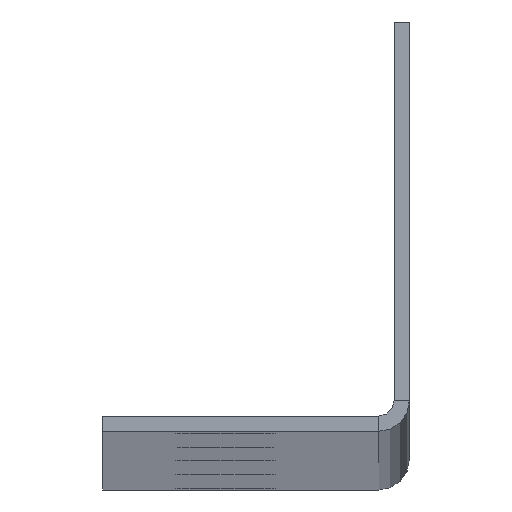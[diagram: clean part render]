
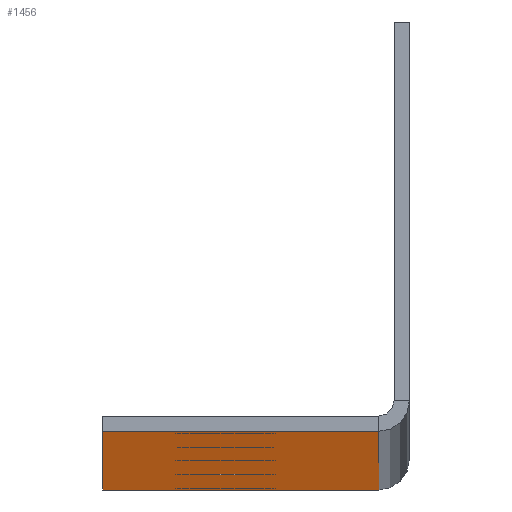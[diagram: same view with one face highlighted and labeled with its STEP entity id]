
A CAD part, top view. The second image highlights one B-rep face of the part: STEP entity #1456.
In plain terms, the highlighted planar face has unit normal (0, -1, 0).
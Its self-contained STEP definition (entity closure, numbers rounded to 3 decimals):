
#11 = DIRECTION ( 'NONE',  ( 0., 1., 0. ) ) ;
#58 = EDGE_LOOP ( 'NONE', ( #5169, #3930 ) ) ;
#121 = CARTESIAN_POINT ( 'NONE',  ( 8., -1., 69.5 ) ) ;
#130 = VECTOR ( 'NONE', #1788, 1000. ) ;
#133 = ORIENTED_EDGE ( 'NONE', *, *, #1334, .T. ) ;
#151 = DIRECTION ( 'NONE',  ( 0., 0., 1. ) ) ;
#202 = CIRCLE ( 'NONE', #3823, 3.25 ) ;
#218 = CIRCLE ( 'NONE', #1430, 3.25 ) ;
#258 = LINE ( 'NONE', #5433, #3277 ) ;
#361 = DIRECTION ( 'NONE',  ( 0., 0., -1. ) ) ;
#382 = CARTESIAN_POINT ( 'NONE',  ( 8., -1., 1091.25 ) ) ;
#423 = CIRCLE ( 'NONE', #4039, 3.25 ) ;
#564 = CARTESIAN_POINT ( 'NONE',  ( 8., -1., 1097.75 ) ) ;
#566 = DIRECTION ( 'NONE',  ( 0., 1., 0. ) ) ;
#581 = EDGE_CURVE ( 'NONE', #1571, #6190, #6764, .T. ) ;
#601 = CARTESIAN_POINT ( 'NONE',  ( 8., -1., 582. ) ) ;
#676 = DIRECTION ( 'NONE',  ( 0., 0., 1. ) ) ;
#805 = DIRECTION ( 'NONE',  ( 0., 0., 1. ) ) ;
#809 = FACE_BOUND ( 'NONE', #58, .T. ) ;
#833 = VERTEX_POINT ( 'NONE', #3067 ) ;
#972 = AXIS2_PLACEMENT_3D ( 'NONE', #121, #6361, #2145 ) ;
#1001 = EDGE_CURVE ( 'NONE', #1709, #6705, #423, .T. ) ;
#1006 = LINE ( 'NONE', #6686, #3616 ) ;
#1084 = EDGE_CURVE ( 'NONE', #2460, #2162, #5061, .T. ) ;
#1125 = DIRECTION ( 'NONE',  ( 0., 0., 1. ) ) ;
#1238 = CARTESIAN_POINT ( 'NONE',  ( 8., -1., 585.25 ) ) ;
#1281 = ORIENTED_EDGE ( 'NONE', *, *, #4773, .F. ) ;
#1334 = EDGE_CURVE ( 'NONE', #5161, #1671, #2180, .T. ) ;
#1343 = CIRCLE ( 'NONE', #4843, 3.25 ) ;
#1359 = DIRECTION ( 'NONE',  ( 0., 1., 0. ) ) ;
#1366 = VERTEX_POINT ( 'NONE', #5471 ) ;
#1412 = AXIS2_PLACEMENT_3D ( 'NONE', #5264, #566, #2899 ) ;
#1425 = EDGE_CURVE ( 'NONE', #6281, #2162, #258, .T. ) ;
#1430 = AXIS2_PLACEMENT_3D ( 'NONE', #5979, #2822, #805 ) ;
#1456 = ADVANCED_FACE ( 'NONE', ( #2829, #809, #5404, #4447, #3965, #6532 ), #1841, .F. ) ;
#1469 = ORIENTED_EDGE ( 'NONE', *, *, #3160, .T. ) ;
#1470 = DIRECTION ( 'NONE',  ( 0., 1., 0. ) ) ;
#1482 = CARTESIAN_POINT ( 'NONE',  ( 0., -1., 2189. ) ) ;
#1571 = VERTEX_POINT ( 'NONE', #4546 ) ;
#1588 = CARTESIAN_POINT ( 'NONE',  ( 18., -1., 0. ) ) ;
#1652 = CIRCLE ( 'NONE', #5476, 3.25 ) ;
#1671 = VERTEX_POINT ( 'NONE', #564 ) ;
#1702 = CARTESIAN_POINT ( 'NONE',  ( 8., -1., 1607. ) ) ;
#1709 = VERTEX_POINT ( 'NONE', #4720 ) ;
#1740 = DIRECTION ( 'NONE',  ( 0., 1., 0. ) ) ;
#1753 = DIRECTION ( 'NONE',  ( 0., 0., 1. ) ) ;
#1785 = ORIENTED_EDGE ( 'NONE', *, *, #1001, .T. ) ;
#1788 = DIRECTION ( 'NONE',  ( 0., 0., -1. ) ) ;
#1841 = PLANE ( 'NONE',  #3825 ) ;
#1852 = AXIS2_PLACEMENT_3D ( 'NONE', #1702, #3659, #1125 ) ;
#1858 = VERTEX_POINT ( 'NONE', #6417 ) ;
#1921 = ORIENTED_EDGE ( 'NONE', *, *, #5555, .T. ) ;
#2145 = DIRECTION ( 'NONE',  ( 0., 0., 1. ) ) ;
#2162 = VERTEX_POINT ( 'NONE', #1588 ) ;
#2180 = CIRCLE ( 'NONE', #1412, 3.25 ) ;
#2183 = EDGE_LOOP ( 'NONE', ( #3775, #2927 ) ) ;
#2193 = ORIENTED_EDGE ( 'NONE', *, *, #5400, .T. ) ;
#2460 = VERTEX_POINT ( 'NONE', #6513 ) ;
#2511 = DIRECTION ( 'NONE',  ( 1., 0., 0. ) ) ;
#2623 = CARTESIAN_POINT ( 'NONE',  ( 8., -1., 2119.5 ) ) ;
#2730 = VECTOR ( 'NONE', #361, 1000. ) ;
#2762 = AXIS2_PLACEMENT_3D ( 'NONE', #6426, #1740, #3146 ) ;
#2822 = DIRECTION ( 'NONE',  ( 0., 1., 0. ) ) ;
#2829 = FACE_BOUND ( 'NONE', #2183, .T. ) ;
#2851 = ORIENTED_EDGE ( 'NONE', *, *, #1425, .T. ) ;
#2899 = DIRECTION ( 'NONE',  ( 0., 0., 1. ) ) ;
#2913 = ORIENTED_EDGE ( 'NONE', *, *, #5186, .T. ) ;
#2927 = ORIENTED_EDGE ( 'NONE', *, *, #3263, .T. ) ;
#2931 = CARTESIAN_POINT ( 'NONE',  ( 0., -1., 2189. ) ) ;
#2977 = CIRCLE ( 'NONE', #2762, 3.25 ) ;
#3055 = CARTESIAN_POINT ( 'NONE',  ( 0., -1., 0. ) ) ;
#3067 = CARTESIAN_POINT ( 'NONE',  ( 8., -1., 578.75 ) ) ;
#3129 = EDGE_CURVE ( 'NONE', #6705, #1709, #202, .T. ) ;
#3146 = DIRECTION ( 'NONE',  ( 0., 0., 1. ) ) ;
#3151 = EDGE_LOOP ( 'NONE', ( #1921, #1469 ) ) ;
#3160 = EDGE_CURVE ( 'NONE', #1858, #1366, #3711, .T. ) ;
#3263 = EDGE_CURVE ( 'NONE', #833, #5297, #4038, .T. ) ;
#3277 = VECTOR ( 'NONE', #4987, 1000. ) ;
#3492 = CARTESIAN_POINT ( 'NONE',  ( 0., -1., 2189. ) ) ;
#3616 = VECTOR ( 'NONE', #2511, 1000. ) ;
#3624 = CARTESIAN_POINT ( 'NONE',  ( 18., -1., 2189. ) ) ;
#3659 = DIRECTION ( 'NONE',  ( 0., 1., 0. ) ) ;
#3711 = CIRCLE ( 'NONE', #1852, 3.25 ) ;
#3775 = ORIENTED_EDGE ( 'NONE', *, *, #5066, .T. ) ;
#3823 = AXIS2_PLACEMENT_3D ( 'NONE', #6707, #1470, #4587 ) ;
#3825 = AXIS2_PLACEMENT_3D ( 'NONE', #2931, #1359, #151 ) ;
#3930 = ORIENTED_EDGE ( 'NONE', *, *, #581, .T. ) ;
#3965 = FACE_BOUND ( 'NONE', #3151, .T. ) ;
#4023 = DIRECTION ( 'NONE',  ( 0., 1., 0. ) ) ;
#4038 = CIRCLE ( 'NONE', #5020, 3.25 ) ;
#4039 = AXIS2_PLACEMENT_3D ( 'NONE', #2623, #11, #5771 ) ;
#4208 = EDGE_LOOP ( 'NONE', ( #2913, #133 ) ) ;
#4447 = FACE_BOUND ( 'NONE', #4208, .T. ) ;
#4455 = EDGE_LOOP ( 'NONE', ( #2851, #6522, #1281, #2193 ) ) ;
#4511 = DIRECTION ( 'NONE',  ( 0., 0., 1. ) ) ;
#4546 = CARTESIAN_POINT ( 'NONE',  ( 8., -1., 66.25 ) ) ;
#4587 = DIRECTION ( 'NONE',  ( 0., 0., 1. ) ) ;
#4720 = CARTESIAN_POINT ( 'NONE',  ( 8., -1., 2116.25 ) ) ;
#4742 = CARTESIAN_POINT ( 'NONE',  ( 8., -1., 1094.5 ) ) ;
#4773 = EDGE_CURVE ( 'NONE', #4820, #2460, #1006, .T. ) ;
#4820 = VERTEX_POINT ( 'NONE', #1482 ) ;
#4843 = AXIS2_PLACEMENT_3D ( 'NONE', #4742, #5414, #1753 ) ;
#4980 = EDGE_CURVE ( 'NONE', #6190, #1571, #218, .T. ) ;
#4987 = DIRECTION ( 'NONE',  ( 1., 0., 0. ) ) ;
#5020 = AXIS2_PLACEMENT_3D ( 'NONE', #601, #6391, #676 ) ;
#5061 = LINE ( 'NONE', #3624, #2730 ) ;
#5066 = EDGE_CURVE ( 'NONE', #5297, #833, #1652, .T. ) ;
#5161 = VERTEX_POINT ( 'NONE', #382 ) ;
#5169 = ORIENTED_EDGE ( 'NONE', *, *, #4980, .T. ) ;
#5186 = EDGE_CURVE ( 'NONE', #1671, #5161, #1343, .T. ) ;
#5209 = CARTESIAN_POINT ( 'NONE',  ( 8., -1., 72.75 ) ) ;
#5264 = CARTESIAN_POINT ( 'NONE',  ( 8., -1., 1094.5 ) ) ;
#5297 = VERTEX_POINT ( 'NONE', #1238 ) ;
#5374 = CARTESIAN_POINT ( 'NONE',  ( 8., -1., 2122.75 ) ) ;
#5400 = EDGE_CURVE ( 'NONE', #4820, #6281, #6093, .T. ) ;
#5404 = FACE_OUTER_BOUND ( 'NONE', #4455, .T. ) ;
#5414 = DIRECTION ( 'NONE',  ( 0., 1., 0. ) ) ;
#5433 = CARTESIAN_POINT ( 'NONE',  ( 0., -1., 0. ) ) ;
#5471 = CARTESIAN_POINT ( 'NONE',  ( 8., -1., 1610.25 ) ) ;
#5476 = AXIS2_PLACEMENT_3D ( 'NONE', #5707, #4023, #4511 ) ;
#5528 = ORIENTED_EDGE ( 'NONE', *, *, #3129, .T. ) ;
#5555 = EDGE_CURVE ( 'NONE', #1366, #1858, #2977, .T. ) ;
#5707 = CARTESIAN_POINT ( 'NONE',  ( 8., -1., 582. ) ) ;
#5771 = DIRECTION ( 'NONE',  ( 0., 0., 1. ) ) ;
#5979 = CARTESIAN_POINT ( 'NONE',  ( 8., -1., 69.5 ) ) ;
#6093 = LINE ( 'NONE', #3492, #130 ) ;
#6190 = VERTEX_POINT ( 'NONE', #5209 ) ;
#6281 = VERTEX_POINT ( 'NONE', #3055 ) ;
#6361 = DIRECTION ( 'NONE',  ( 0., 1., 0. ) ) ;
#6391 = DIRECTION ( 'NONE',  ( 0., 1., 0. ) ) ;
#6417 = CARTESIAN_POINT ( 'NONE',  ( 8., -1., 1603.75 ) ) ;
#6426 = CARTESIAN_POINT ( 'NONE',  ( 8., -1., 1607. ) ) ;
#6513 = CARTESIAN_POINT ( 'NONE',  ( 18., -1., 2189. ) ) ;
#6522 = ORIENTED_EDGE ( 'NONE', *, *, #1084, .F. ) ;
#6532 = FACE_BOUND ( 'NONE', #6537, .T. ) ;
#6537 = EDGE_LOOP ( 'NONE', ( #5528, #1785 ) ) ;
#6686 = CARTESIAN_POINT ( 'NONE',  ( 0., -1., 2189. ) ) ;
#6705 = VERTEX_POINT ( 'NONE', #5374 ) ;
#6707 = CARTESIAN_POINT ( 'NONE',  ( 8., -1., 2119.5 ) ) ;
#6764 = CIRCLE ( 'NONE', #972, 3.25 ) ;
